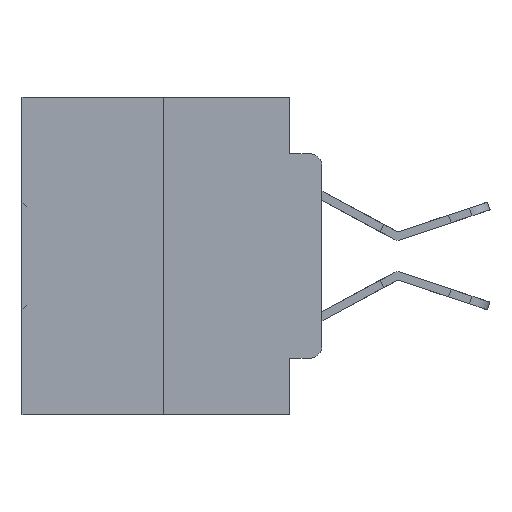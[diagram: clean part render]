
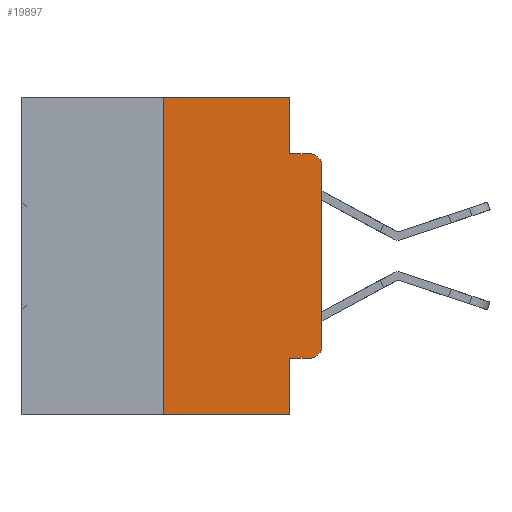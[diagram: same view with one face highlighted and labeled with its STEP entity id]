
A CAD part, left-side view. The second image highlights one B-rep face of the part: STEP entity #19897.
In plain terms, the highlighted planar face has unit normal (-1, 0, 0).
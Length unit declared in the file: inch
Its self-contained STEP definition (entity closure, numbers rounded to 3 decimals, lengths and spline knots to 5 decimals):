
#112 = LINE ( 'NONE', #9542, #28383 ) ;
#113 = VECTOR ( 'NONE', #29483, 39.37008 ) ;
#874 = EDGE_CURVE ( 'NONE', #14243, #25929, #112, .T. ) ;
#996 = DIRECTION ( 'NONE',  ( 1., 0., 0. ) ) ;
#1205 = CARTESIAN_POINT ( 'NONE',  ( 0., 0.051, -0.5 ) ) ;
#1230 = DIRECTION ( 'NONE',  ( 0., -1., 0. ) ) ;
#2008 = VERTEX_POINT ( 'NONE', #33263 ) ;
#2710 = EDGE_CURVE ( 'NONE', #13958, #5818, #2842, .T. ) ;
#2842 = LINE ( 'NONE', #26271, #31858 ) ;
#3085 = VECTOR ( 'NONE', #11453, 39.37008 ) ;
#3321 = ORIENTED_EDGE ( 'NONE', *, *, #19979, .T. ) ;
#3572 = VERTEX_POINT ( 'NONE', #23833 ) ;
#3882 = CARTESIAN_POINT ( 'NONE',  ( 0., 0.051, 0. ) ) ;
#4528 = EDGE_CURVE ( 'NONE', #5818, #18823, #17692, .T. ) ;
#4676 = ORIENTED_EDGE ( 'NONE', *, *, #874, .F. ) ;
#4778 = ORIENTED_EDGE ( 'NONE', *, *, #7565, .T. ) ;
#5247 = ORIENTED_EDGE ( 'NONE', *, *, #34657, .T. ) ;
#5641 = ORIENTED_EDGE ( 'NONE', *, *, #21799, .F. ) ;
#5721 = EDGE_CURVE ( 'NONE', #19864, #18823, #32906, .T. ) ;
#5818 = VERTEX_POINT ( 'NONE', #33494 ) ;
#5843 = AXIS2_PLACEMENT_3D ( 'NONE', #22842, #996, #20226 ) ;
#6340 = LINE ( 'NONE', #30610, #20960 ) ;
#7141 = CIRCLE ( 'NONE', #22815, 0.02 ) ;
#7368 = DIRECTION ( 'NONE',  ( 0., 0., -1. ) ) ;
#7454 = LINE ( 'NONE', #29373, #113 ) ;
#7565 = EDGE_CURVE ( 'NONE', #8927, #19864, #17069, .T. ) ;
#7738 = DIRECTION ( 'NONE',  ( 0., 0., 1. ) ) ;
#7853 = ORIENTED_EDGE ( 'NONE', *, *, #2710, .F. ) ;
#7868 = LINE ( 'NONE', #31298, #34188 ) ;
#8927 = VERTEX_POINT ( 'NONE', #15503 ) ;
#9542 = CARTESIAN_POINT ( 'NONE',  ( 0., 0.25, 0. ) ) ;
#9707 = CARTESIAN_POINT ( 'NONE',  ( 0., 0.25, 0. ) ) ;
#10869 = CARTESIAN_POINT ( 'NONE',  ( 0., 0.051, -0.0885 ) ) ;
#11452 = VECTOR ( 'NONE', #16944, 39.37008 ) ;
#11453 = DIRECTION ( 'NONE',  ( 0., -1., 0. ) ) ;
#13958 = VERTEX_POINT ( 'NONE', #3882 ) ;
#14096 = DIRECTION ( 'NONE',  ( -1., 0., 0. ) ) ;
#14243 = VERTEX_POINT ( 'NONE', #26873 ) ;
#15160 = FACE_OUTER_BOUND ( 'NONE', #15979, .T. ) ;
#15503 = CARTESIAN_POINT ( 'NONE',  ( 0., 0., -0.3915 ) ) ;
#15979 = EDGE_LOOP ( 'NONE', ( #4778, #21141, #32505, #7853, #22421, #4676, #5247, #5641, #3321, #30687 ) ) ;
#16209 = CARTESIAN_POINT ( 'NONE',  ( 0., 0.02, -0.3915 ) ) ;
#16944 = DIRECTION ( 'NONE',  ( 0., -1., 0. ) ) ;
#17069 = LINE ( 'NONE', #26964, #23498 ) ;
#17692 = LINE ( 'NONE', #10869, #3085 ) ;
#18125 = EDGE_CURVE ( 'NONE', #3572, #8927, #7141, .T. ) ;
#18823 = VERTEX_POINT ( 'NONE', #29952 ) ;
#18967 = DIRECTION ( 'NONE',  ( 0., 0., -1. ) ) ;
#19864 = VERTEX_POINT ( 'NONE', #28153 ) ;
#19897 = ADVANCED_FACE ( 'NONE', ( #15160 ), #28268, .F. ) ;
#19979 = EDGE_CURVE ( 'NONE', #2008, #3572, #7868, .T. ) ;
#20226 = DIRECTION ( 'NONE',  ( 0., 0., -1. ) ) ;
#20270 = AXIS2_PLACEMENT_3D ( 'NONE', #30381, #14096, #33046 ) ;
#20960 = VECTOR ( 'NONE', #27919, 39.37008 ) ;
#21141 = ORIENTED_EDGE ( 'NONE', *, *, #5721, .T. ) ;
#21799 = EDGE_CURVE ( 'NONE', #2008, #29219, #6340, .T. ) ;
#22421 = ORIENTED_EDGE ( 'NONE', *, *, #30941, .F. ) ;
#22815 = AXIS2_PLACEMENT_3D ( 'NONE', #16209, #35090, #18967 ) ;
#22842 = CARTESIAN_POINT ( 'NONE',  ( 0., 0.473, 0. ) ) ;
#23498 = VECTOR ( 'NONE', #32355, 39.37008 ) ;
#23833 = CARTESIAN_POINT ( 'NONE',  ( 0., 0.02, -0.4115 ) ) ;
#25929 = VERTEX_POINT ( 'NONE', #9707 ) ;
#25989 = LINE ( 'NONE', #30476, #11452 ) ;
#26271 = CARTESIAN_POINT ( 'NONE',  ( 0., 0.051, 0. ) ) ;
#26873 = CARTESIAN_POINT ( 'NONE',  ( 0., 0.25, -0.5 ) ) ;
#26964 = CARTESIAN_POINT ( 'NONE',  ( 0., 0., 0. ) ) ;
#27919 = DIRECTION ( 'NONE',  ( 0., 0., -1. ) ) ;
#28153 = CARTESIAN_POINT ( 'NONE',  ( 0., 0., -0.1085 ) ) ;
#28268 = PLANE ( 'NONE',  #5843 ) ;
#28383 = VECTOR ( 'NONE', #7738, 39.37008 ) ;
#29219 = VERTEX_POINT ( 'NONE', #1205 ) ;
#29373 = CARTESIAN_POINT ( 'NONE',  ( 0., 0.473, -0.5 ) ) ;
#29483 = DIRECTION ( 'NONE',  ( 0., -1., 0. ) ) ;
#29952 = CARTESIAN_POINT ( 'NONE',  ( 0., 0.02, -0.0885 ) ) ;
#30381 = CARTESIAN_POINT ( 'NONE',  ( 0., 0.02, -0.1085 ) ) ;
#30476 = CARTESIAN_POINT ( 'NONE',  ( 0., 0.473, 0. ) ) ;
#30610 = CARTESIAN_POINT ( 'NONE',  ( 0., 0.051, 0. ) ) ;
#30687 = ORIENTED_EDGE ( 'NONE', *, *, #18125, .T. ) ;
#30941 = EDGE_CURVE ( 'NONE', #25929, #13958, #25989, .T. ) ;
#31298 = CARTESIAN_POINT ( 'NONE',  ( 0., 0.051, -0.4115 ) ) ;
#31858 = VECTOR ( 'NONE', #7368, 39.37008 ) ;
#32355 = DIRECTION ( 'NONE',  ( 0., 0., 1. ) ) ;
#32505 = ORIENTED_EDGE ( 'NONE', *, *, #4528, .F. ) ;
#32906 = CIRCLE ( 'NONE', #20270, 0.02 ) ;
#33046 = DIRECTION ( 'NONE',  ( 0., 0., -1. ) ) ;
#33263 = CARTESIAN_POINT ( 'NONE',  ( 0., 0.051, -0.4115 ) ) ;
#33494 = CARTESIAN_POINT ( 'NONE',  ( 0., 0.051, -0.0885 ) ) ;
#34188 = VECTOR ( 'NONE', #1230, 39.37008 ) ;
#34657 = EDGE_CURVE ( 'NONE', #14243, #29219, #7454, .T. ) ;
#35090 = DIRECTION ( 'NONE',  ( -1., 0., 0. ) ) ;
